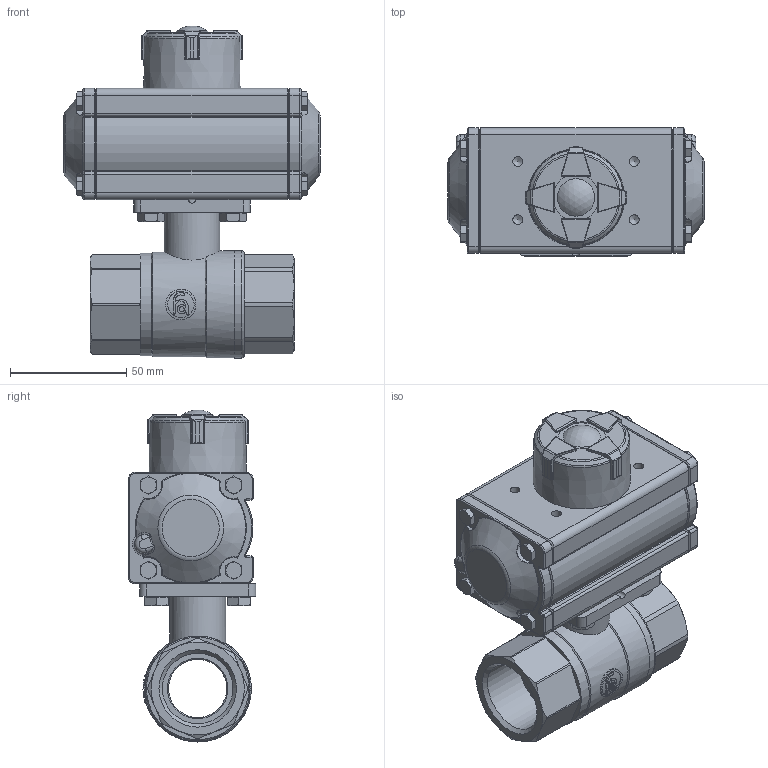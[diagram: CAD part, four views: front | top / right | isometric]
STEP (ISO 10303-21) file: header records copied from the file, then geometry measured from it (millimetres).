
FILE_DESCRIPTION(/* description */ ('Unknown'),/* implementation_level */ '2;1');
FILE_NAME(/* name */ 'DW010767-06',/* time_stamp */ '2022-07-11T12:10:00+02:00',/* author */ ('Unknown'),/* organization */ ('Unknown'),/* preprocessor_version */ 'ST-DEVELOPER v16.7',/* originating_system */ 'Solid Edge',/* authorisation */ 'Unknown');
FILE_SCHEMA (('AUTOMOTIVE_DESIGN {1 0 10303 214 3 1 1}'));
Length unit declared in the file: millimetre
Products named in the file (17): AE01_020767-06_(AE20_23-2.110.025); 2.110.025_(767-06); LA0162#11025; OR0072#V38; SE0164#025; RO0079#06; AT0042#33; OR0072#V21; LA0022#025; LA0161#025; DIN 933 M6x14 A2-70 BLK_EDST; DW01_(DW09); KP-35; cup head nib bolts with large head gb_GB_FASTENER_BOLT_CHNBW M6X25-N; ________(___________; _____________; ______
Assembly tree (24 placements, depth 3):
  AE01_020767-06_(AE20_23-2.110.025)
    2.110.025_(767-06)
      LA0162#11025
      OR0072#V38  x2
      SE0164#025  x2
      RO0079#06
      AT0042#33
      OR0072#V21  x2
      LA0022#025
      LA0161#025
    DIN 933 M6x14 A2-70 BLK_EDST  x4
    DW01_(DW09)
      KP-35
      cup head nib bolts with large head gb_GB_FASTENER_BOLT_CHNBW M6X25-N
      ________(___________  x2
      _____________  x2
      ______
Bounding box: 110 x 54.9 x 142.6 mm (x, y, z)
Volume: 357503.2 mm3; surface area: 92758.7 mm2
Topology: 22 solids, 22 shells, 1325 faces, 3150 edges, 1914 vertices
Faces by surface type: plane 503, cylinder 360, bspline 175, cone 159, torus 115, sphere 13
Full cylindrical faces by diameter (mm): 1.8 x2, 2.189 x1, 3 x16, 3.3 x8, 4.2 x12, 4.66 x1, 5 x5, 6 x9, 6.2 x1, 7 x4, 8.1 x2, 8.8 x2, 9.7 x1, 10 x4, 10.8 x1, 11 x3, 11.02 x1, 11.1 x1, 11.358 x1, 11.9 x1, 12.9 x1, 13 x1, 14.5 x2, 15.5 x1, 19.6 x1, 20 x1, 22 x2, 24 x1, 25 x5, 30.291 x2
Entity records: 37250 total; most frequent: CARTESIAN_POINT 12845, DIRECTION 4854, ORIENTED_EDGE 4772, EDGE_CURVE 2386, AXIS2_PLACEMENT_3D 1949, VERTEX_POINT 1577, FACE_BOUND 1419, EDGE_LOOP 1399
